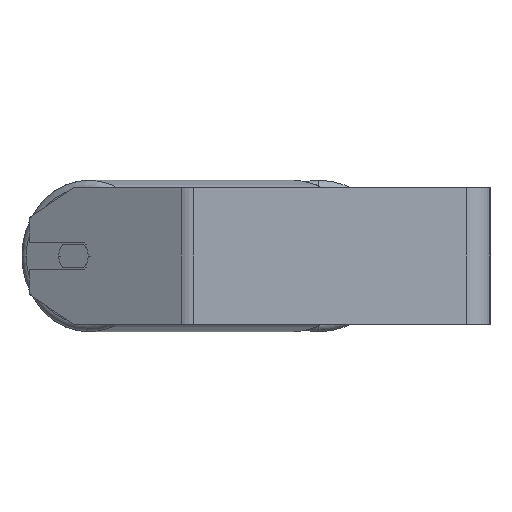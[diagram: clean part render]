
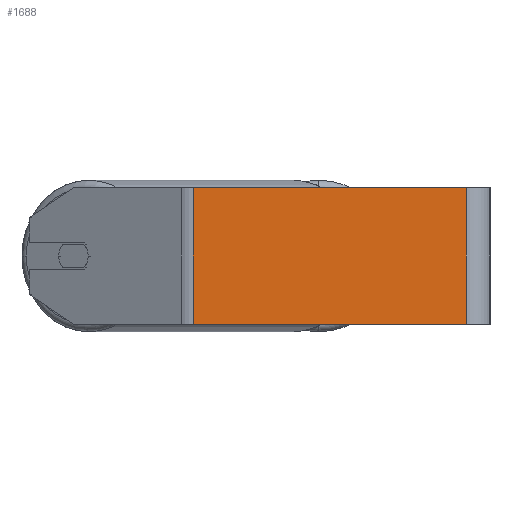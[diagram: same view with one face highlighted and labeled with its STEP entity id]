
A CAD part, left-side view. The second image highlights one B-rep face of the part: STEP entity #1688.
In plain terms, the highlighted planar face has unit normal (-1, 0, 0).
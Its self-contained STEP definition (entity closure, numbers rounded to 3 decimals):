
#222 = ORIENTED_EDGE ( 'NONE', *, *, #6868, .F. ) ;
#260 = CARTESIAN_POINT ( 'NONE',  ( -430., 178.169, 40. ) ) ;
#443 = VERTEX_POINT ( 'NONE', #8749 ) ;
#451 = CARTESIAN_POINT ( 'NONE',  ( -430., 14., 40. ) ) ;
#664 = VECTOR ( 'NONE', #1469, 1000. ) ;
#707 = ORIENTED_EDGE ( 'NONE', *, *, #713, .T. ) ;
#713 = EDGE_CURVE ( 'NONE', #443, #5549, #7776, .T. ) ;
#778 = DIRECTION ( 'NONE',  ( 1., 0., 0. ) ) ;
#852 = ORIENTED_EDGE ( 'NONE', *, *, #5256, .F. ) ;
#934 = VECTOR ( 'NONE', #7228, 1000. ) ;
#1007 = CARTESIAN_POINT ( 'NONE',  ( -430., 178.169, -40. ) ) ;
#1469 = DIRECTION ( 'NONE',  ( 0., 0., -1. ) ) ;
#1688 = ADVANCED_FACE ( 'NONE', ( #7374 ), #7990, .F. ) ;
#2196 = LINE ( 'NONE', #260, #4675 ) ;
#2546 = EDGE_CURVE ( 'NONE', #3915, #443, #4791, .T. ) ;
#3064 = DIRECTION ( 'NONE',  ( 0., 0., -1. ) ) ;
#3239 = CARTESIAN_POINT ( 'NONE',  ( -430., 174.418, 40. ) ) ;
#3265 = CARTESIAN_POINT ( 'NONE',  ( -430., 14., 40. ) ) ;
#3532 = VECTOR ( 'NONE', #3064, 1000. ) ;
#3915 = VERTEX_POINT ( 'NONE', #3239 ) ;
#4472 = CARTESIAN_POINT ( 'NONE',  ( -430., 14., -40. ) ) ;
#4675 = VECTOR ( 'NONE', #5533, 1000. ) ;
#4791 = LINE ( 'NONE', #7486, #664 ) ;
#5256 = EDGE_CURVE ( 'NONE', #5727, #5549, #8253, .T. ) ;
#5339 = CARTESIAN_POINT ( 'NONE',  ( -430., 178.169, 40. ) ) ;
#5533 = DIRECTION ( 'NONE',  ( 0., -1., 0. ) ) ;
#5549 = VERTEX_POINT ( 'NONE', #4472 ) ;
#5727 = VERTEX_POINT ( 'NONE', #3265 ) ;
#5834 = ORIENTED_EDGE ( 'NONE', *, *, #2546, .T. ) ;
#6585 = EDGE_LOOP ( 'NONE', ( #707, #852, #222, #5834 ) ) ;
#6868 = EDGE_CURVE ( 'NONE', #3915, #5727, #2196, .T. ) ;
#7228 = DIRECTION ( 'NONE',  ( 0., -1., 0. ) ) ;
#7374 = FACE_OUTER_BOUND ( 'NONE', #6585, .T. ) ;
#7486 = CARTESIAN_POINT ( 'NONE',  ( -430., 174.418, 40. ) ) ;
#7776 = LINE ( 'NONE', #1007, #934 ) ;
#7990 = PLANE ( 'NONE',  #8007 ) ;
#8007 = AXIS2_PLACEMENT_3D ( 'NONE', #5339, #778, #8663 ) ;
#8253 = LINE ( 'NONE', #451, #3532 ) ;
#8663 = DIRECTION ( 'NONE',  ( 0., 1., 0. ) ) ;
#8749 = CARTESIAN_POINT ( 'NONE',  ( -430., 174.418, -40. ) ) ;
